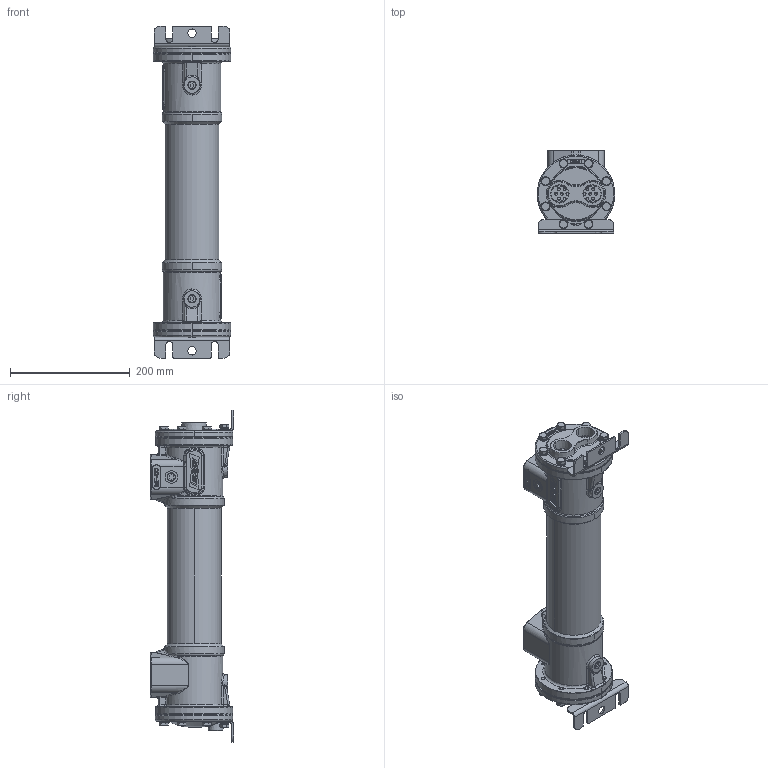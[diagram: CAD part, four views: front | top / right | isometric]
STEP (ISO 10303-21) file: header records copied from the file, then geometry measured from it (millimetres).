
FILE_DESCRIPTION((''),'2;1');
FILE_NAME('84527102920_ASM','2013-06-24T',('ppetruska'),(''),'PRO/ENGINEER BY PARAMETRIC TECHNOLOGY CORPORATION, 2012480','PRO/ENGINEER BY PARAMETRIC TECHNOLOGY CORPORATION, 2012480','');
FILE_SCHEMA(('CONFIG_CONTROL_DESIGN'));
Products named in the file (17): 84527108782_AF1; 84527108785_AF0_ASM; 84527108772_ASM; 84527102994; SIZE_80_WR; 84527103011; 84527108800; 84527108801; 84527108821_AF0; 84527103005_ASM; 84527108822_AF0; 84527103007_ASM; 84527108795; 84527108794; 84527103004; 68514457302; 84527102920_ASM
Assembly tree (52 placements, depth 4):
  84527102920_ASM
    84527108772_ASM  x2
      84527108785_AF0_ASM
        84527108782_AF1
    84527102994
    SIZE_80_WR  x2
    84527103011  x5
    84527108800
    84527108801
    84527103005_ASM
      84527108821_AF0
    84527103007_ASM
      84527108822_AF0
    84527108795  x2
    84527108794  x16
    84527103004  x4
    68514457302  x12
Bounding box: 130 x 139 x 555 mm (x, y, z)
Volume: 1532854.3 mm3; surface area: 524133.3 mm2
Topology: 48 solids, 48 shells, 2947 faces, 7477 edges, 4712 vertices
Faces by surface type: plane 1618, cylinder 610, cone 459, bspline 144, torus 60, sphere 28, extrusion 28
Entity records: 61044 total; most frequent: CARTESIAN_POINT 15950, ORIENTED_EDGE 9416, DIRECTION 9005, EDGE_CURVE 4708, VECTOR 3423, LINE 3409, VERTEX_POINT 3020, AXIS2_PLACEMENT_3D 2791
